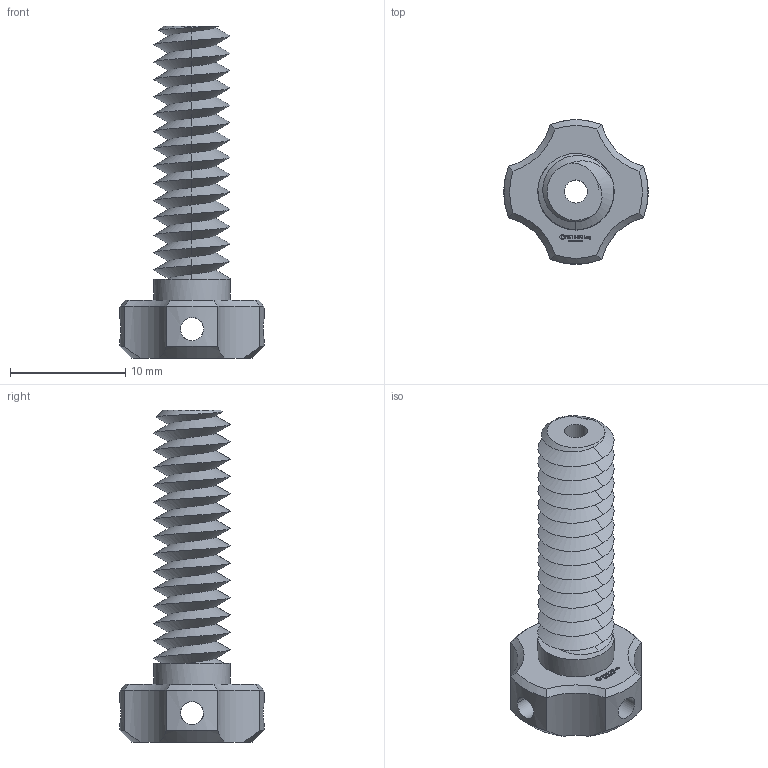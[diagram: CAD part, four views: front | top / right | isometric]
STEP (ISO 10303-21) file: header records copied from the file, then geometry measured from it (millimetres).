
FILE_DESCRIPTION(('FreeCAD Model'),'2;1');
FILE_NAME('Open CASCADE Shape Model','2023-08-17T16:51:30',(''),(''), 'Open CASCADE STEP processor 7.6','FreeCAD','Unknown');
FILE_SCHEMA(('AUTOMOTIVE_DESIGN { 1 0 10303 214 1 1 1 1 }'));
Length unit declared in the file: millimetre
Products named in the file (1): Screw SHD CRS STA FT RH BU01.50 - SPN-SCR-0126 (stemfie.org)
Bounding box: 12.5 x 12.5 x 28.75 mm (x, y, z)
Volume: 887.3 mm3; surface area: 1434.5 mm2
Topology: 1 solids, 1 shells, 589 faces, 1646 edges, 1087 vertices
Faces by surface type: plane 320, extrusion 198, bspline 32, cylinder 22, cone 17
Full cylindrical faces by diameter (mm): 2 x3, 6.6 x1
Entity records: 46716 total; most frequent: CARTESIAN_POINT 15583, DIRECTION 4869, VECTOR 3959, LINE 3761, ORIENTED_EDGE 3292, PCURVE 3292, DEFINITIONAL_REPRESENTATION 3292, EDGE_CURVE 1646
